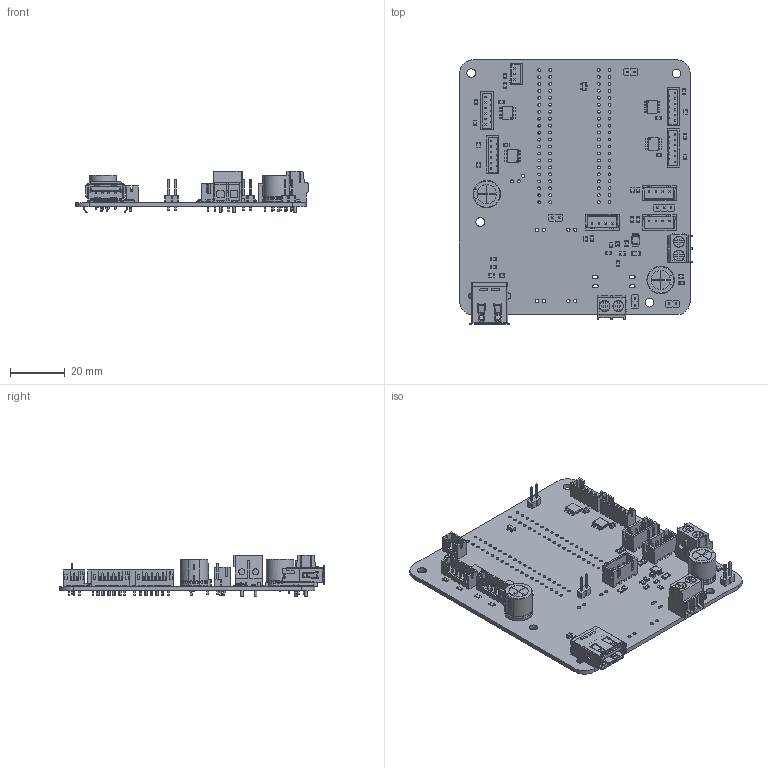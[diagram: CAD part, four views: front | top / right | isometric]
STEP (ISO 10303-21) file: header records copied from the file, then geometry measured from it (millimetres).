
FILE_DESCRIPTION(('KiCad electronic assembly'),'2;1');
FILE_NAME('mirte-master-bottomv3.step','2025-07-25T16:24:31',('Pcbnew'), ('Kicad'),'Open CASCADE STEP processor 7.6','KiCad to STEP converter', 'Unknown');
FILE_SCHEMA(('AUTOMOTIVE_DESIGN { 1 0 10303 214 1 1 1 1 }'));
Length unit declared in the file: millimetre
Products named in the file (34): mirte-master-bottomv3 1; LED_0805_2012Metric; R_0805_2012Metric; USB_A_Molex_67643_Horizontal; JST_PH_B6B-PH-K_1x06_P2.00mm_Vertical; JST_B6B_PH_K; Texas_HTSOP-8-1EP_3.9x4.9mm_P1.27mm_EP2.85x4.9mm_Mask2.4x3.1mm_
ThermalVias; Texas_HTSOP_8_1EP_39x49mm_P127mm_EP285x49mm_Mask24x31mm_ThermalVias; C_0805_2012Metric; PinHeader_1x02_P2.54mm_Vertical; PinHeader_1x02_P254mm_Vertical; JST_XH_B4B-XH-A_1x04_P2.50mm_Vertical; JST_B4B_XH_A; CP_Radial_D10.0mm_P3.50mm; CP_Radial_D100mm_P350mm; R_1206_3216Metric; SOT-23; SOT_23; D_0805_2012Metric; D_0805; PinHeader_1x03_P2.54mm_Vertical; PinHeader_1x03_P254mm_Vertical; JST_PH_B3B-PH-K_1x03_P2.00mm_Vertical; JST_B3B_PH_K; TerminalBlock_Phoenix_PT-1,5-2-5.0-H_1x02_P5.00mm_Horizontal; TerminalBlock_Phoenix_PT_15_2_50_H_1x02_P500mm_Horizontal; VSSOP-10_3x3mm_P0.5mm; VSSOP_10_3x3mm_P05mm; _autosave-mirte-master-bottom_PCB
Assembly tree (74 placements, depth 3):
  mirte-master-bottomv3 1
    LED_0805_2012Metric  x3
      LED_0805_2012Metric
    R_0805_2012Metric  x21
      R_0805_2012Metric
    USB_A_Molex_67643_Horizontal
      USB_A_Molex_67643_Horizontal
    JST_PH_B6B-PH-K_1x06_P2.00mm_Vertical  x4
      JST_B6B_PH_K
    Texas_HTSOP-8-1EP_3.9x4.9mm_P1.27mm_EP2.85x4.9mm_Mask2.4x3.1mm_
ThermalVias  x4
      Texas_HTSOP_8_1EP_39x49mm_P127mm_EP285x49mm_Mask24x31mm_ThermalVias
    C_0805_2012Metric  x7
      C_0805_2012Metric
    PinHeader_1x02_P2.54mm_Vertical  x4
      PinHeader_1x02_P254mm_Vertical
    JST_XH_B4B-XH-A_1x04_P2.50mm_Vertical  x3
      JST_B4B_XH_A
    CP_Radial_D10.0mm_P3.50mm  x2
      CP_Radial_D100mm_P350mm
    R_1206_3216Metric
      R_1206_3216Metric
    SOT-23
      SOT_23
    D_0805_2012Metric
      D_0805
    PinHeader_1x03_P2.54mm_Vertical
      PinHeader_1x03_P254mm_Vertical
    JST_PH_B3B-PH-K_1x03_P2.00mm_Vertical
      JST_B3B_PH_K
    TerminalBlock_Phoenix_PT-1,5-2-5.0-H_1x02_P5.00mm_Horizontal  x2
      TerminalBlock_Phoenix_PT_15_2_50_H_1x02_P500mm_Horizontal
    VSSOP-10_3x3mm_P0.5mm
      VSSOP_10_3x3mm_P05mm
    _autosave-mirte-master-bottom_PCB
Bounding box: 85.11 x 96.54 x 15.2 mm (x, y, z)
Volume: 17868.6 mm3; surface area: 27243.1 mm2
Topology: 67 solids, 69 shells, 4607 faces, 11860 edges, 7532 vertices
Faces by surface type: plane 3428, cylinder 848, bspline 319, revolution 8, torus 4
Full cylindrical faces by diameter (mm): 0.2 x4, 0.25 x1, 0.33 x24, 0.5 x4, 0.75 x27, 0.95 x16, 1 x101, 1.2 x9, 1.3 x4, 2.2 x4, 2.3 x2, 3.2 x4, 3.8 x4, 4 x4
Entity records: 81249 total; most frequent: CARTESIAN_POINT 16212, ORIENTED_EDGE 10848, DIRECTION 9621, EDGE_CURVE 5424, LINE 3831, VECTOR 3831, VERTEX_POINT 3406, AXIS2_PLACEMENT_3D 2893
